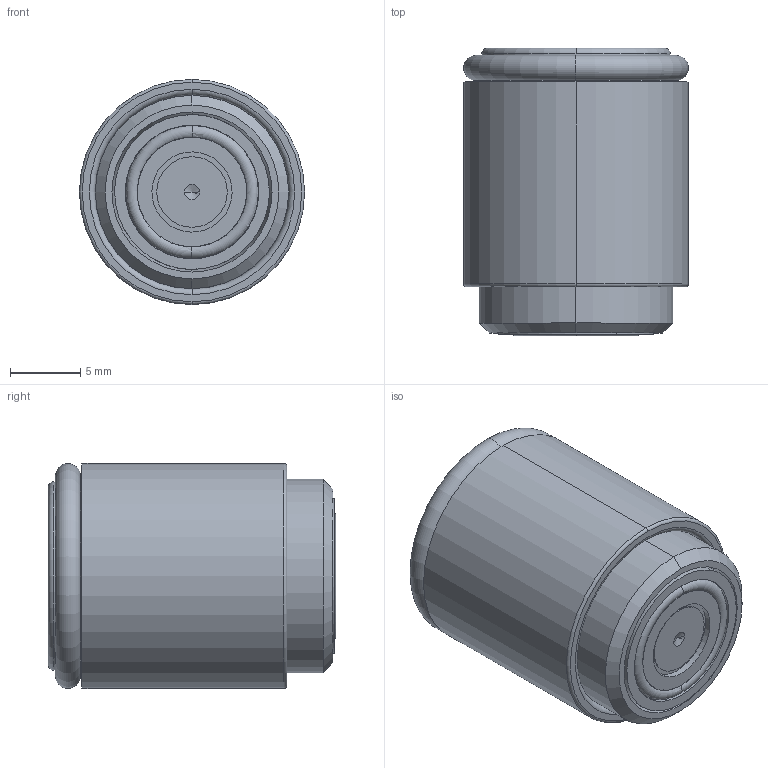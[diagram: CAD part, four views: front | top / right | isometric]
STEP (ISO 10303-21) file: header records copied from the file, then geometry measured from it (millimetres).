
FILE_DESCRIPTION (( 'STEP AP214' ), '1' );
FILE_NAME ('STARK_704 203_A.STEP', '2018-03-06T12:28:58', ( '' ), ( '' ), 'SwSTEP 2.0', 'SolidWorks 2017', '' );
FILE_SCHEMA (( 'AUTOMOTIVE_DESIGN' ));
Length unit declared in the file: millimetre
Products named in the file (1): STARK_704 203_A
Bounding box: 16 x 20.44 x 16 mm (x, y, z)
Volume: 3688.8 mm3; surface area: 1636.5 mm2
Topology: 1 solids, 1 shells, 70 faces, 154 edges, 95 vertices
Faces by surface type: cylinder 22, plane 17, cone 16, torus 15
Entity records: 2468 total; most frequent: DIRECTION 396, CARTESIAN_POINT 324, ORIENTED_EDGE 304, AXIS2_PLACEMENT_3D 175, EDGE_CURVE 152, CIRCLE 104, VERTEX_POINT 95, EDGE_LOOP 81
